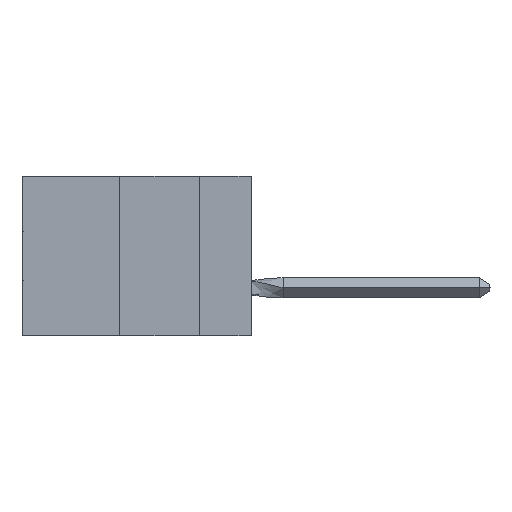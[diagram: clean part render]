
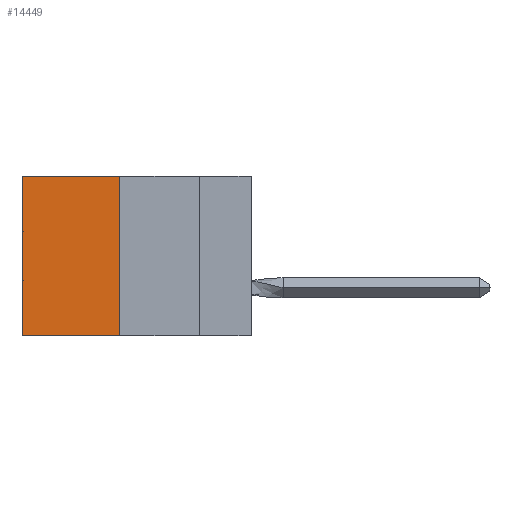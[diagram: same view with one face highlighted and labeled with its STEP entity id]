
A CAD part, left-side view. The second image highlights one B-rep face of the part: STEP entity #14449.
In plain terms, the highlighted planar face has unit normal (-1, 0, 0).
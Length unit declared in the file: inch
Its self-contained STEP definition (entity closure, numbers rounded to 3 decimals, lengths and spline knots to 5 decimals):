
#2459 = EDGE_CURVE ( 'NONE', #17464, #3920, #10418, .T. ) ;
#2830 = CARTESIAN_POINT ( 'NONE',  ( 0.305, 0.413, 0. ) ) ;
#3920 = VERTEX_POINT ( 'NONE', #35468 ) ;
#4421 = EDGE_CURVE ( 'NONE', #4979, #3920, #14504, .T. ) ;
#4447 = LINE ( 'NONE', #17786, #31618 ) ;
#4825 = ORIENTED_EDGE ( 'NONE', *, *, #16712, .F. ) ;
#4979 = VERTEX_POINT ( 'NONE', #29710 ) ;
#7017 = DIRECTION ( 'NONE',  ( 0., 0., -1. ) ) ;
#9976 = DIRECTION ( 'NONE',  ( 1., 0., 0. ) ) ;
#10128 = CARTESIAN_POINT ( 'NONE',  ( 0.305, 0.413, -0.5 ) ) ;
#10418 = LINE ( 'NONE', #13506, #39686 ) ;
#11667 = EDGE_LOOP ( 'NONE', ( #33322, #25257, #4825, #26476 ) ) ;
#13506 = CARTESIAN_POINT ( 'NONE',  ( 0.305, 0.72, -0.5 ) ) ;
#13996 = FACE_OUTER_BOUND ( 'NONE', #11667, .T. ) ;
#14449 = ADVANCED_FACE ( 'NONE', ( #13996 ), #26558, .F. ) ;
#14504 = LINE ( 'NONE', #10128, #21044 ) ;
#14734 = DIRECTION ( 'NONE',  ( 0., 1., 0. ) ) ;
#14880 = LINE ( 'NONE', #37009, #35553 ) ;
#16712 = EDGE_CURVE ( 'NONE', #17737, #4979, #4447, .T. ) ;
#17464 = VERTEX_POINT ( 'NONE', #20441 ) ;
#17737 = VERTEX_POINT ( 'NONE', #2830 ) ;
#17786 = CARTESIAN_POINT ( 'NONE',  ( 0.305, 0.413, -0.5 ) ) ;
#19539 = EDGE_CURVE ( 'NONE', #17737, #17464, #14880, .T. ) ;
#19975 = DIRECTION ( 'NONE',  ( 0., 0., -1. ) ) ;
#20441 = CARTESIAN_POINT ( 'NONE',  ( 0.305, 0.72, 0. ) ) ;
#21044 = VECTOR ( 'NONE', #14734, 39.37008 ) ;
#24745 = AXIS2_PLACEMENT_3D ( 'NONE', #35739, #9976, #19975 ) ;
#25257 = ORIENTED_EDGE ( 'NONE', *, *, #4421, .F. ) ;
#26476 = ORIENTED_EDGE ( 'NONE', *, *, #19539, .T. ) ;
#26558 = PLANE ( 'NONE',  #24745 ) ;
#26971 = DIRECTION ( 'NONE',  ( 0., 1., 0. ) ) ;
#29710 = CARTESIAN_POINT ( 'NONE',  ( 0.305, 0.413, -0.5 ) ) ;
#31618 = VECTOR ( 'NONE', #40219, 39.37008 ) ;
#33322 = ORIENTED_EDGE ( 'NONE', *, *, #2459, .T. ) ;
#35468 = CARTESIAN_POINT ( 'NONE',  ( 0.305, 0.72, -0.5 ) ) ;
#35553 = VECTOR ( 'NONE', #26971, 39.37008 ) ;
#35739 = CARTESIAN_POINT ( 'NONE',  ( 0.305, 0.413, -0.5 ) ) ;
#37009 = CARTESIAN_POINT ( 'NONE',  ( 0.305, 0.413, 0. ) ) ;
#39686 = VECTOR ( 'NONE', #7017, 39.37008 ) ;
#40219 = DIRECTION ( 'NONE',  ( 0., 0., -1. ) ) ;
